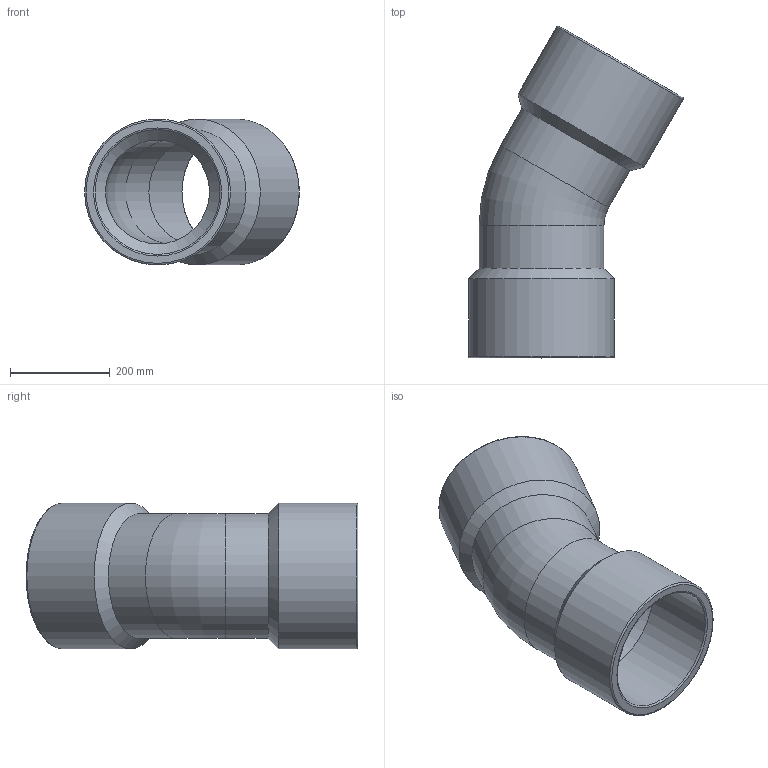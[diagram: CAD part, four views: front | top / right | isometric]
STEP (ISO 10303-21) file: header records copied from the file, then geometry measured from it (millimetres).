
FILE_DESCRIPTION(('STEP AP214'),'1');
FILE_NAME('KIV250.stp','2015-07-31T11:43:40',(' '),(' '),'Spatial InterOp 3D',' ',' ');
FILE_SCHEMA(('automotive_design'));
Length unit declared in the file: millimetre
Products named in the file (1): KIV250
Bounding box: 430.03 x 664.27 x 292 mm (x, y, z)
Volume: 10714503.2 mm3; surface area: 1055869.9 mm2
Topology: 1 solids, 1 shells, 24 faces, 46 edges, 28 vertices
Faces by surface type: cylinder 8, plane 6, torus 6, cone 4
Full cylindrical faces by diameter (mm): 208 x2, 250 x4, 292 x2
Entity records: 696 total; most frequent: DIRECTION 98, CARTESIAN_POINT 73, AXIS2_PLACEMENT_3D 49, EDGE_LOOP 48, ORIENTED_EDGE 48, FACE_OUTER_BOUND 38, STYLED_ITEM 24, PRESENTATION_STYLE_ASSIGNMENT 24
